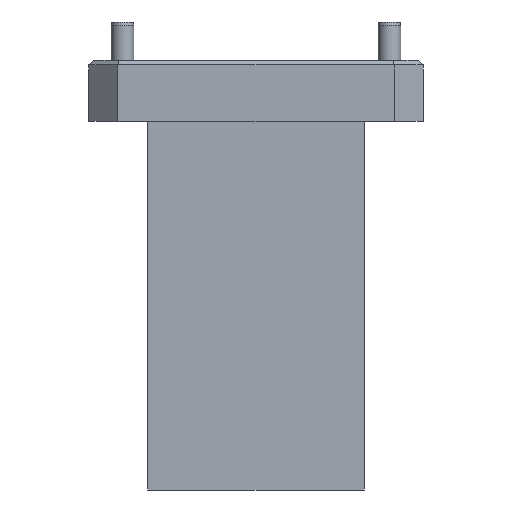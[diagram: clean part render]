
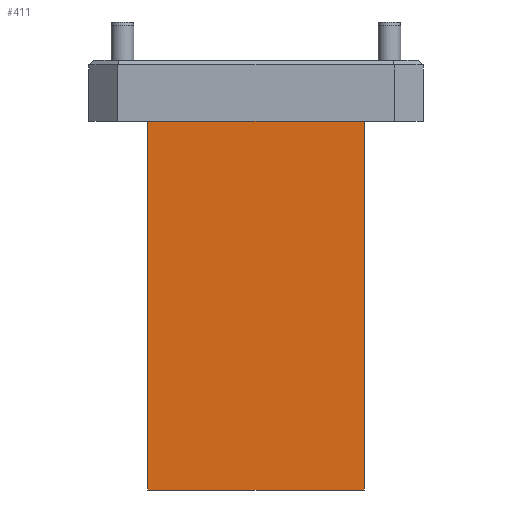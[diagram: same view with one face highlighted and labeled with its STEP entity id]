
A CAD part, front view. The second image highlights one B-rep face of the part: STEP entity #411.
In plain terms, the highlighted planar face has unit normal (0, -1, 0).
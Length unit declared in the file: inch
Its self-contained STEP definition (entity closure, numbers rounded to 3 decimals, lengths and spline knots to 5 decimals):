
#122 = LINE ( 'NONE', #3792, #1887 ) ;
#215 = CARTESIAN_POINT ( 'NONE',  ( -0.13812, 0.18273, -0.88583 ) ) ;
#411 = ADVANCED_FACE ( 'NONE', ( #7325 ), #7963, .F. ) ;
#1036 = DIRECTION ( 'NONE',  ( 1., 0., 0. ) ) ;
#1038 = EDGE_LOOP ( 'NONE', ( #1462, #1552, #8178, #1652 ) ) ;
#1462 = ORIENTED_EDGE ( 'NONE', *, *, #6218, .T. ) ;
#1552 = ORIENTED_EDGE ( 'NONE', *, *, #7668, .F. ) ;
#1652 = ORIENTED_EDGE ( 'NONE', *, *, #8669, .T. ) ;
#1887 = VECTOR ( 'NONE', #5114, 39.37008 ) ;
#2405 = DIRECTION ( 'NONE',  ( 0., 0., 1. ) ) ;
#2775 = CARTESIAN_POINT ( 'NONE',  ( 0.75558, 0.18273, -0.88583 ) ) ;
#2903 = CARTESIAN_POINT ( 'NONE',  ( 0.75558, 0.18273, 0.63386 ) ) ;
#3052 = VERTEX_POINT ( 'NONE', #215 ) ;
#3558 = LINE ( 'NONE', #6353, #8171 ) ;
#3577 = VERTEX_POINT ( 'NONE', #2903 ) ;
#3792 = CARTESIAN_POINT ( 'NONE',  ( 0.75558, 0.18273, -0.88583 ) ) ;
#3992 = VERTEX_POINT ( 'NONE', #7439 ) ;
#4181 = LINE ( 'NONE', #7805, #6957 ) ;
#4566 = AXIS2_PLACEMENT_3D ( 'NONE', #8825, #5202, #1036 ) ;
#4935 = LINE ( 'NONE', #6951, #5667 ) ;
#5114 = DIRECTION ( 'NONE',  ( 0., 0., 1. ) ) ;
#5202 = DIRECTION ( 'NONE',  ( 0., 1., 0. ) ) ;
#5526 = EDGE_CURVE ( 'NONE', #7524, #3052, #4181, .T. ) ;
#5667 = VECTOR ( 'NONE', #7784, 39.37008 ) ;
#6218 = EDGE_CURVE ( 'NONE', #3577, #3992, #4935, .T. ) ;
#6353 = CARTESIAN_POINT ( 'NONE',  ( -0.13812, 0.18273, -0.88583 ) ) ;
#6951 = CARTESIAN_POINT ( 'NONE',  ( 0.75558, 0.18273, 0.63386 ) ) ;
#6957 = VECTOR ( 'NONE', #6972, 39.37008 ) ;
#6972 = DIRECTION ( 'NONE',  ( -1., 0., 0. ) ) ;
#7325 = FACE_OUTER_BOUND ( 'NONE', #1038, .T. ) ;
#7439 = CARTESIAN_POINT ( 'NONE',  ( -0.13812, 0.18273, 0.63386 ) ) ;
#7524 = VERTEX_POINT ( 'NONE', #2775 ) ;
#7668 = EDGE_CURVE ( 'NONE', #3052, #3992, #3558, .T. ) ;
#7784 = DIRECTION ( 'NONE',  ( -1., 0., 0. ) ) ;
#7805 = CARTESIAN_POINT ( 'NONE',  ( 0.75558, 0.18273, -0.88583 ) ) ;
#7963 = PLANE ( 'NONE',  #4566 ) ;
#8171 = VECTOR ( 'NONE', #2405, 39.37008 ) ;
#8178 = ORIENTED_EDGE ( 'NONE', *, *, #5526, .F. ) ;
#8669 = EDGE_CURVE ( 'NONE', #7524, #3577, #122, .T. ) ;
#8825 = CARTESIAN_POINT ( 'NONE',  ( 0.75558, 0.18273, -0.88583 ) ) ;
